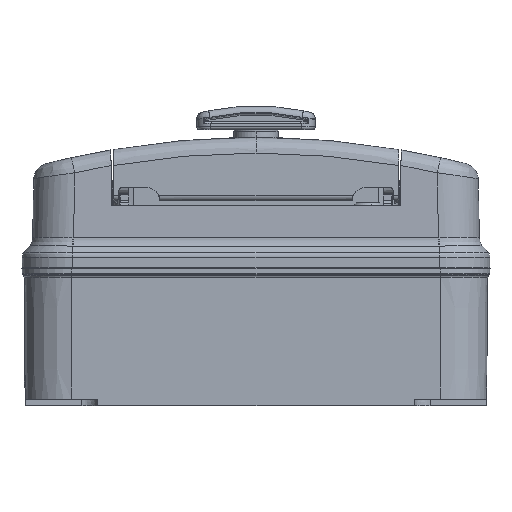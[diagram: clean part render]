
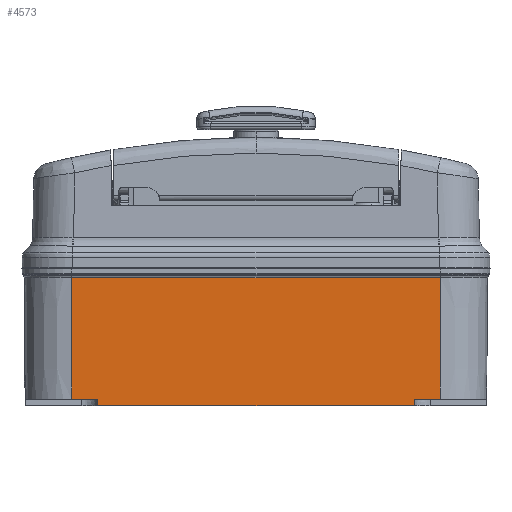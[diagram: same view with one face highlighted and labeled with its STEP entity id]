
A CAD part, left-side view. The second image highlights one B-rep face of the part: STEP entity #4573.
In plain terms, the highlighted face is planar.
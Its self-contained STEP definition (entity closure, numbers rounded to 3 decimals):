
#2405 = CARTESIAN_POINT ( 'NONE',  ( -70.15, -100.718, 52.5 ) ) ;
#4573 = ADVANCED_FACE ( '�����16', ( #114901 ), #87311, .T. ) ;
#15448 = ORIENTED_EDGE ( 'NONE', *, *, #131635, .T. ) ;
#16251 = VERTEX_POINT ( 'NONE', #17867 ) ;
#16630 = CARTESIAN_POINT ( 'NONE',  ( -88.15, -100.718, 52.5 ) ) ;
#17638 = LINE ( 'NONE', #54391, #34567 ) ;
#17867 = CARTESIAN_POINT ( 'NONE',  ( 70.15, -100.718, 52.5 ) ) ;
#25860 = LINE ( 'NONE', #129518, #113899 ) ;
#28357 = DIRECTION ( 'NONE',  ( -0.009, -0.009, -1. ) ) ;
#30697 = AXIS2_PLACEMENT_3D ( 'NONE', #89784, #113231, #140787 ) ;
#32407 = VERTEX_POINT ( 'NONE', #110422 ) ;
#33564 = ORIENTED_EDGE ( 'NONE', *, *, #44361, .T. ) ;
#34567 = VECTOR ( 'NONE', #81204, 1000. ) ;
#36193 = DIRECTION ( 'NONE',  ( -1., 0., 0. ) ) ;
#37824 = CARTESIAN_POINT ( 'NONE',  ( -88.15, -100.696, 55. ) ) ;
#40839 = LINE ( 'NONE', #91907, #146261 ) ;
#44361 = EDGE_CURVE ( 'NONE', #76676, #56262, #40839, .T. ) ;
#46073 = EDGE_CURVE ( 'NONE', #50856, #56262, #89487, .T. ) ;
#47764 = CARTESIAN_POINT ( 'NONE',  ( -88.15, -100.718, 52.5 ) ) ;
#49062 = CARTESIAN_POINT ( 'NONE',  ( 70.15, -101.15, 3. ) ) ;
#50856 = VERTEX_POINT ( 'NONE', #2405 ) ;
#52094 = EDGE_LOOP ( 'NONE', ( #132787, #138368, #155639, #68781, #90847, #15448, #33564, #78713 ) ) ;
#53558 = LINE ( 'NONE', #104644, #64478 ) ;
#53588 = EDGE_CURVE ( 'NONE', #106623, #16251, #124437, .T. ) ;
#54391 = CARTESIAN_POINT ( 'NONE',  ( -88.15, -101.121, 6.284 ) ) ;
#56262 = VERTEX_POINT ( 'NONE', #118834 ) ;
#62912 = LINE ( 'NONE', #37824, #158718 ) ;
#64478 = VECTOR ( 'NONE', #155594, 1000. ) ;
#65984 = DIRECTION ( 'NONE',  ( 1., 0., 0. ) ) ;
#68781 = ORIENTED_EDGE ( 'NONE', *, *, #88143, .F. ) ;
#68961 = CARTESIAN_POINT ( 'NONE',  ( -70.15, -101.121, 6.284 ) ) ;
#72063 = DIRECTION ( 'NONE',  ( 1., 0., 0. ) ) ;
#74243 = DIRECTION ( 'NONE',  ( 0., 0.009, 1. ) ) ;
#76676 = VERTEX_POINT ( 'NONE', #83362 ) ;
#76907 = DIRECTION ( 'NONE',  ( 0., -0.009, -1. ) ) ;
#78713 = ORIENTED_EDGE ( 'NONE', *, *, #46073, .F. ) ;
#81204 = DIRECTION ( 'NONE',  ( 1., 0., 0. ) ) ;
#83362 = CARTESIAN_POINT ( 'NONE',  ( -60.228, -100.696, 55. ) ) ;
#87311 = PLANE ( 'NONE',  #30697 ) ;
#88143 = EDGE_CURVE ( 'NONE', #94656, #16251, #100454, .T. ) ;
#89487 = LINE ( 'NONE', #16630, #158782 ) ;
#89784 = CARTESIAN_POINT ( 'NONE',  ( -88.15, -101.15, 3. ) ) ;
#90847 = ORIENTED_EDGE ( 'NONE', *, *, #113305, .F. ) ;
#91907 = CARTESIAN_POINT ( 'NONE',  ( -60.684, -101.152, 2.76 ) ) ;
#94656 = VERTEX_POINT ( 'NONE', #125804 ) ;
#97937 = EDGE_CURVE ( 'NONE', #50856, #100772, #25860, .T. ) ;
#100454 = LINE ( 'NONE', #47764, #119317 ) ;
#100772 = VERTEX_POINT ( 'NONE', #68961 ) ;
#104644 = CARTESIAN_POINT ( 'NONE',  ( 60.25, -100.718, 52.496 ) ) ;
#106623 = VERTEX_POINT ( 'NONE', #147258 ) ;
#110422 = CARTESIAN_POINT ( 'NONE',  ( 60.228, -100.696, 55. ) ) ;
#113231 = DIRECTION ( 'NONE',  ( 0., -1., 0.009 ) ) ;
#113305 = EDGE_CURVE ( 'NONE', #32407, #94656, #53558, .T. ) ;
#113899 = VECTOR ( 'NONE', #76907, 1000. ) ;
#114901 = FACE_OUTER_BOUND ( 'NONE', #52094, .T. ) ;
#118834 = CARTESIAN_POINT ( 'NONE',  ( -60.25, -100.718, 52.5 ) ) ;
#119317 = VECTOR ( 'NONE', #72063, 1000. ) ;
#124437 = LINE ( 'NONE', #49062, #127623 ) ;
#125804 = CARTESIAN_POINT ( 'NONE',  ( 60.25, -100.718, 52.5 ) ) ;
#127623 = VECTOR ( 'NONE', #74243, 1000. ) ;
#129518 = CARTESIAN_POINT ( 'NONE',  ( -70.15, -101.15, 3. ) ) ;
#131635 = EDGE_CURVE ( 'NONE', #32407, #76676, #62912, .T. ) ;
#132787 = ORIENTED_EDGE ( 'NONE', *, *, #97937, .T. ) ;
#138368 = ORIENTED_EDGE ( 'NONE', *, *, #151789, .T. ) ;
#140787 = DIRECTION ( 'NONE',  ( 0., -0.009, -1. ) ) ;
#146261 = VECTOR ( 'NONE', #28357, 1000. ) ;
#147258 = CARTESIAN_POINT ( 'NONE',  ( 70.15, -101.121, 6.284 ) ) ;
#151789 = EDGE_CURVE ( '������91', #100772, #106623, #17638, .T. ) ;
#155594 = DIRECTION ( 'NONE',  ( 0.009, -0.009, -1. ) ) ;
#155639 = ORIENTED_EDGE ( 'NONE', *, *, #53588, .T. ) ;
#158718 = VECTOR ( 'NONE', #36193, 1000. ) ;
#158782 = VECTOR ( 'NONE', #65984, 1000. ) ;
